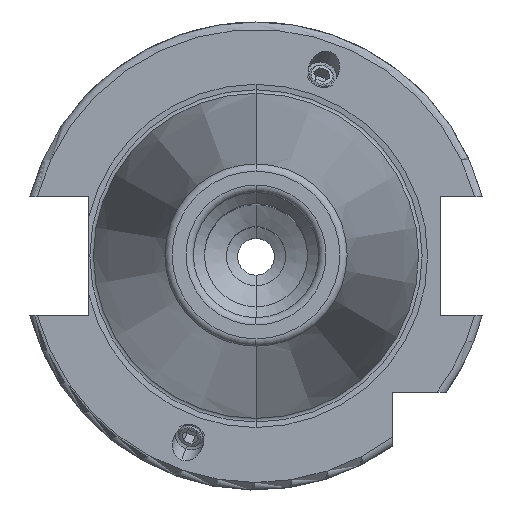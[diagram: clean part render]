
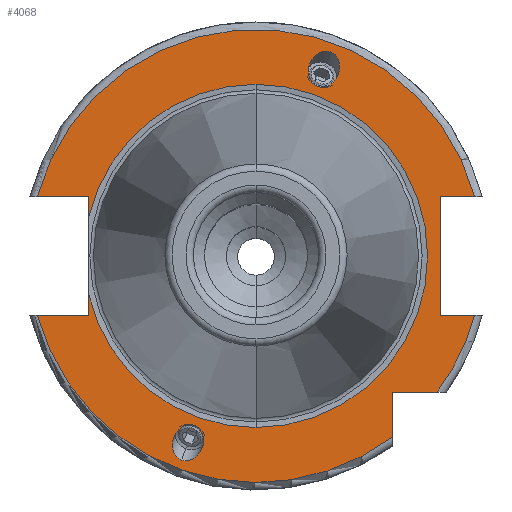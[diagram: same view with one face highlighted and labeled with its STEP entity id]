
A CAD part, top view. The second image highlights one B-rep face of the part: STEP entity #4068.
In plain terms, the highlighted planar face has unit normal (0, 0, 1).
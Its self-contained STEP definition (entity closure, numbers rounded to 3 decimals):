
#1143=DIRECTION('',(1,0,0));
#1144=VECTOR('',#1143,7.004);
#1145=CARTESIAN_POINT('',(-29.704,-8.05,18.1));
#1146=LINE('',#1145,#1144);
#1147=DIRECTION('',(0,1,0));
#1148=VECTOR('',#1147,2.753);
#1149=CARTESIAN_POINT('',(-22.7,-8.05,18.1));
#1150=LINE('',#1149,#1148);
#1151=DIRECTION('',(0,1,0));
#1152=VECTOR('',#1151,2.753);
#1153=CARTESIAN_POINT('',(-22.7,5.297,18.1));
#1154=LINE('',#1153,#1152);
#1155=DIRECTION('',(1,0,0));
#1156=VECTOR('',#1155,7.004);
#1157=CARTESIAN_POINT('',(-29.704,8.05,18.1));
#1158=LINE('',#1157,#1156);
#1159=DIRECTION('',(-1,0,0));
#1160=VECTOR('',#1159,4.704);
#1161=CARTESIAN_POINT('',(29.704,8.05,18.1));
#1162=LINE('',#1161,#1160);
#1163=DIRECTION('',(0,-1,0));
#1164=VECTOR('',#1163,16.1);
#1165=CARTESIAN_POINT('',(25,8.05,18.1));
#1166=LINE('',#1165,#1164);
#1167=DIRECTION('',(-1,0,0));
#1168=VECTOR('',#1167,4.704);
#1169=CARTESIAN_POINT('',(29.704,-8.05,18.1));
#1170=LINE('',#1169,#1168);
#1171=CARTESIAN_POINT('',(0,0,18.1));
#1172=DIRECTION('',(0,0,1));
#1173=DIRECTION('',(0.799,-0.601,0));
#1174=AXIS2_PLACEMENT_3D('',#1171,#1172,#1173);
#1176=DIRECTION('',(-1,0,0));
#1177=VECTOR('',#1176,6.094);
#1178=CARTESIAN_POINT('',(24.594,-18.5,18.1));
#1179=LINE('',#1178,#1177);
#1180=DIRECTION('',(0,1,0));
#1181=VECTOR('',#1180,6.094);
#1182=CARTESIAN_POINT('',(18.5,-24.594,18.1));
#1183=LINE('',#1182,#1181);
#1184=CARTESIAN_POINT('',(10.09,27.723,18.1));
#1185=CARTESIAN_POINT('',(9.863,27.806,18.1));
#1186=CARTESIAN_POINT('',(9.337,27.884,18.1));
#1187=CARTESIAN_POINT('',(8.455,27.594,18.1));
#1188=CARTESIAN_POINT('',(7.834,27.033,18.1));
#1189=CARTESIAN_POINT('',(7.483,26.49,18.1));
#1190=CARTESIAN_POINT('',(7.298,26.077,18.1));
#1191=CARTESIAN_POINT('',(7.174,25.641,18.1));
#1192=CARTESIAN_POINT('',(7.094,25.,18.1));
#1193=CARTESIAN_POINT('',(7.208,24.17,18.1));
#1194=CARTESIAN_POINT('',(7.698,23.381,18.1));
#1195=CARTESIAN_POINT('',(8.152,23.103,18.1));
#1196=CARTESIAN_POINT('',(8.379,23.02,18.1));
#1198=CARTESIAN_POINT('',(8.379,23.02,18.1));
#1199=CARTESIAN_POINT('',(8.606,22.937,18.1));
#1200=CARTESIAN_POINT('',(9.133,22.859,18.1));
#1201=CARTESIAN_POINT('',(10.014,23.149,18.1));
#1202=CARTESIAN_POINT('',(10.635,23.711,18.1));
#1203=CARTESIAN_POINT('',(10.986,24.253,18.1));
#1204=CARTESIAN_POINT('',(11.171,24.667,18.1));
#1205=CARTESIAN_POINT('',(11.295,25.103,18.1));
#1206=CARTESIAN_POINT('',(11.375,25.744,18.1));
#1207=CARTESIAN_POINT('',(11.261,26.573,18.1));
#1208=CARTESIAN_POINT('',(10.771,27.362,18.1));
#1209=CARTESIAN_POINT('',(10.318,27.641,18.1));
#1210=CARTESIAN_POINT('',(10.09,27.723,18.1));
#1212=CARTESIAN_POINT('',(-10.09,-27.723,18.1));
#1213=CARTESIAN_POINT('',(-10.318,-27.641,18.1));
#1214=CARTESIAN_POINT('',(-10.771,-27.362,18.1));
#1215=CARTESIAN_POINT('',(-11.261,-26.573,18.1));
#1216=CARTESIAN_POINT('',(-11.375,-25.744,18.1));
#1217=CARTESIAN_POINT('',(-11.295,-25.103,18.1));
#1218=CARTESIAN_POINT('',(-11.171,-24.667,18.1));
#1219=CARTESIAN_POINT('',(-10.986,-24.253,18.1));
#1220=CARTESIAN_POINT('',(-10.635,-23.711,18.1));
#1221=CARTESIAN_POINT('',(-10.014,-23.149,18.1));
#1222=CARTESIAN_POINT('',(-9.133,-22.859,18.1));
#1223=CARTESIAN_POINT('',(-8.606,-22.937,18.1));
#1224=CARTESIAN_POINT('',(-8.379,-23.02,18.1));
#1226=CARTESIAN_POINT('',(-8.379,-23.02,18.1));
#1227=CARTESIAN_POINT('',(-8.152,-23.103,18.1));
#1228=CARTESIAN_POINT('',(-7.698,-23.381,18.1));
#1229=CARTESIAN_POINT('',(-7.208,-24.17,18.1));
#1230=CARTESIAN_POINT('',(-7.094,-25.,18.1));
#1231=CARTESIAN_POINT('',(-7.174,-25.641,18.1));
#1232=CARTESIAN_POINT('',(-7.298,-26.077,18.1));
#1233=CARTESIAN_POINT('',(-7.483,-26.49,18.1));
#1234=CARTESIAN_POINT('',(-7.834,-27.033,18.1));
#1235=CARTESIAN_POINT('',(-8.455,-27.594,18.1));
#1236=CARTESIAN_POINT('',(-9.337,-27.884,18.1));
#1237=CARTESIAN_POINT('',(-9.863,-27.806,18.1));
#1238=CARTESIAN_POINT('',(-10.09,-27.723,18.1));
#1248=CARTESIAN_POINT('',(0,0,18.1));
#1249=DIRECTION('',(0,0,1));
#1250=DIRECTION('',(0,1,0));
#1251=AXIS2_PLACEMENT_3D('',#1248,#1249,#1250);
#1261=CARTESIAN_POINT('',(0,0,18.1));
#1262=DIRECTION('',(0,0,1));
#1263=DIRECTION('',(-0.974,-0.227,0));
#1264=AXIS2_PLACEMENT_3D('',#1261,#1262,#1263);
#1266=CARTESIAN_POINT('',(0,0,18.1));
#1267=DIRECTION('',(0,0,-1));
#1268=DIRECTION('',(0,1,0));
#1269=AXIS2_PLACEMENT_3D('',#1266,#1267,#1268);
#2130=CARTESIAN_POINT('',(0,0,18.1));
#2131=DIRECTION('',(0,0,1));
#2132=DIRECTION('',(0.965,0.262,0));
#2133=AXIS2_PLACEMENT_3D('',#2130,#2131,#2132);
#2181=CARTESIAN_POINT('',(0,0,18.1));
#2182=DIRECTION('',(0,0,1));
#2183=DIRECTION('',(-0.965,-0.262,0));
#2184=AXIS2_PLACEMENT_3D('',#2181,#2182,#2183);
#2748=CARTESIAN_POINT('',(-29.704,-8.05,18.1));
#2749=CARTESIAN_POINT('',(-22.7,-8.05,18.1));
#2750=VERTEX_POINT('',#2748);
#2751=VERTEX_POINT('',#2749);
#2752=CARTESIAN_POINT('',(-22.7,-5.297,18.1));
#2753=VERTEX_POINT('',#2752);
#2754=CARTESIAN_POINT('',(-22.7,5.297,18.1));
#2755=CARTESIAN_POINT('',(-22.7,8.05,18.1));
#2756=VERTEX_POINT('',#2754);
#2757=VERTEX_POINT('',#2755);
#2758=CARTESIAN_POINT('',(-29.704,8.05,18.1));
#2759=VERTEX_POINT('',#2758);
#2760=CARTESIAN_POINT('',(25,8.05,18.1));
#2761=CARTESIAN_POINT('',(25,-8.05,18.1));
#2762=VERTEX_POINT('',#2760);
#2763=VERTEX_POINT('',#2761);
#2764=CARTESIAN_POINT('',(29.704,-8.05,18.1));
#2765=VERTEX_POINT('',#2764);
#2766=CARTESIAN_POINT('',(29.704,8.05,18.1));
#2767=VERTEX_POINT('',#2766);
#2768=CARTESIAN_POINT('',(18.5,-24.594,18.1));
#2769=CARTESIAN_POINT('',(18.5,-18.5,18.1));
#2770=VERTEX_POINT('',#2768);
#2771=VERTEX_POINT('',#2769);
#2772=CARTESIAN_POINT('',(24.594,-18.5,18.1));
#2773=VERTEX_POINT('',#2772);
#2876=VERTEX_POINT('',#1184);
#2877=VERTEX_POINT('',#1196);
#2927=CARTESIAN_POINT('',(-10.09,-27.723,18.1));
#2929=VERTEX_POINT('',#2927);
#2934=CARTESIAN_POINT('',(-8.379,-23.02,18.1));
#2935=VERTEX_POINT('',#2934);
#2980=CARTESIAN_POINT('',(0,23.31,18.1));
#2981=VERTEX_POINT('',#2980);
#2982=CARTESIAN_POINT('',(0,-23.31,18.1));
#2983=VERTEX_POINT('',#2982);
#4027=CARTESIAN_POINT('',(0,0,18.1));
#4028=DIRECTION('',(0,0,-1));
#4029=DIRECTION('',(0,-1,0));
#4030=AXIS2_PLACEMENT_3D('',#4027,#4028,#4029);
#4031=PLANE('',#4030);
#4032=ORIENTED_EDGE('',*,*,#3897,.T.);
#4033=ORIENTED_EDGE('',*,*,#3921,.T.);
#4035=ORIENTED_EDGE('',*,*,#4034,.T.);
#4037=ORIENTED_EDGE('',*,*,#4036,.F.);
#4039=ORIENTED_EDGE('',*,*,#4038,.T.);
#4040=ORIENTED_EDGE('',*,*,#3917,.T.);
#4041=ORIENTED_EDGE('',*,*,#3944,.F.);
#4043=ORIENTED_EDGE('',*,*,#4042,.F.);
#4044=ORIENTED_EDGE('',*,*,#3993,.T.);
#4045=ORIENTED_EDGE('',*,*,#4015,.T.);
#4046=ORIENTED_EDGE('',*,*,#3127,.F.);
#4048=ORIENTED_EDGE('',*,*,#4047,.F.);
#4049=ORIENTED_EDGE('',*,*,#3792,.T.);
#4051=ORIENTED_EDGE('',*,*,#4050,.F.);
#4053=ORIENTED_EDGE('',*,*,#4052,.F.);
#4054=EDGE_LOOP('',(#4032,#4033,#4035,#4037,#4039,#4040,#4041,#4043,#4044,#4045,
#4046,#4048,#4049,#4051,#4053));
#4055=FACE_OUTER_BOUND('',#4054,.F.);
#4057=ORIENTED_EDGE('',*,*,#4056,.T.);
#4059=ORIENTED_EDGE('',*,*,#4058,.T.);
#4060=EDGE_LOOP('',(#4057,#4059));
#4061=FACE_BOUND('',#4060,.F.);
#4063=ORIENTED_EDGE('',*,*,#4062,.F.);
#4065=ORIENTED_EDGE('',*,*,#4064,.F.);
#4066=EDGE_LOOP('',(#4063,#4065));
#4067=FACE_BOUND('',#4066,.F.);
#4068=ADVANCED_FACE('',(#4055,#4061,#4067),#4031,.F.);
#1175=CIRCLE('',#1174,30.775);
#1197=B_SPLINE_CURVE_WITH_KNOTS('',3,(#1184,#1185,#1186,#1187,#1188,#1189,#1190,
#1191,#1192,#1193,#1194,#1195,#1196),.UNSPECIFIED.,.F.,.F.,(4,1,1,1,1,1,1,1,1,1,
4),(0,0.125,0.25,0.375,0.438,0.5,0.563,0.625,0.75,0.875,
1.0),.UNSPECIFIED.);
#1211=B_SPLINE_CURVE_WITH_KNOTS('',3,(#1198,#1199,#1200,#1201,#1202,#1203,#1204,
#1205,#1206,#1207,#1208,#1209,#1210),.UNSPECIFIED.,.F.,.F.,(4,1,1,1,1,1,1,1,1,1,
4),(0,0.125,0.25,0.375,0.438,0.5,0.563,0.625,0.75,0.875,
1.0),.UNSPECIFIED.);
#1225=B_SPLINE_CURVE_WITH_KNOTS('',3,(#1212,#1213,#1214,#1215,#1216,#1217,#1218,
#1219,#1220,#1221,#1222,#1223,#1224),.UNSPECIFIED.,.F.,.F.,(4,1,1,1,1,1,1,1,1,1,
4),(0,0.125,0.25,0.375,0.438,0.5,0.563,0.625,0.75,0.875,
1.0),.UNSPECIFIED.);
#1239=B_SPLINE_CURVE_WITH_KNOTS('',3,(#1226,#1227,#1228,#1229,#1230,#1231,#1232,
#1233,#1234,#1235,#1236,#1237,#1238),.UNSPECIFIED.,.F.,.F.,(4,1,1,1,1,1,1,1,1,1,
4),(0,0.125,0.25,0.375,0.438,0.5,0.563,0.625,0.75,0.875,
1.0),.UNSPECIFIED.);
#1252=CIRCLE('',#1251,23.31);
#1265=CIRCLE('',#1264,23.31);
#1270=CIRCLE('',#1269,23.31);
#2134=CIRCLE('',#2133,30.775);
#2185=CIRCLE('',#2184,30.775);
#3127=EDGE_CURVE('',#2765,#2763,#1170,.T.);
#3792=EDGE_CURVE('',#2773,#2771,#1179,.T.);
#3897=EDGE_CURVE('',#2750,#2751,#1146,.T.);
#3917=EDGE_CURVE('',#2756,#2757,#1154,.T.);
#3921=EDGE_CURVE('',#2751,#2753,#1150,.T.);
#3944=EDGE_CURVE('',#2759,#2757,#1158,.T.);
#3993=EDGE_CURVE('',#2767,#2762,#1162,.T.);
#4015=EDGE_CURVE('',#2762,#2763,#1166,.T.);
#4034=EDGE_CURVE('',#2753,#2983,#1265,.T.);
#4036=EDGE_CURVE('',#2981,#2983,#1270,.T.);
#4038=EDGE_CURVE('',#2981,#2756,#1252,.T.);
#4042=EDGE_CURVE('',#2767,#2759,#2134,.T.);
#4047=EDGE_CURVE('',#2773,#2765,#1175,.T.);
#4050=EDGE_CURVE('',#2770,#2771,#1183,.T.);
#4052=EDGE_CURVE('',#2750,#2770,#2185,.T.);
#4056=EDGE_CURVE('',#2876,#2877,#1197,.T.);
#4058=EDGE_CURVE('',#2877,#2876,#1211,.T.);
#4062=EDGE_CURVE('',#2929,#2935,#1225,.T.);
#4064=EDGE_CURVE('',#2935,#2929,#1239,.T.);
